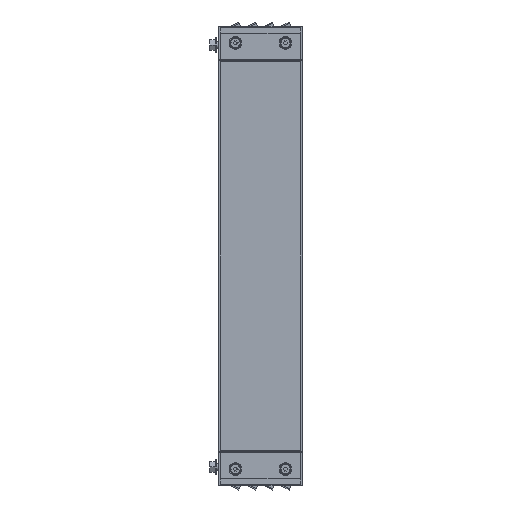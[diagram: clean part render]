
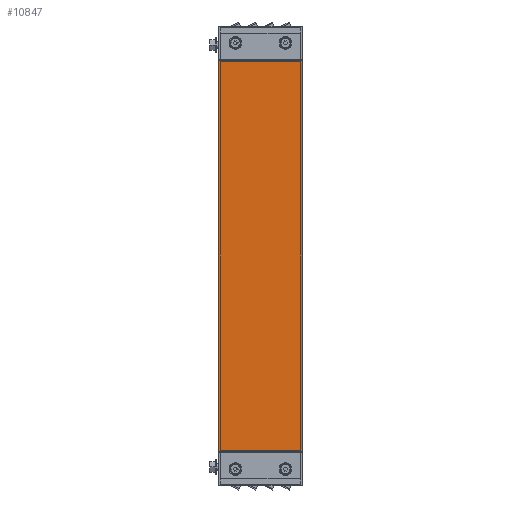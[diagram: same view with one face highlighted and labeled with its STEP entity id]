
A CAD part, left-side view. The second image highlights one B-rep face of the part: STEP entity #10847.
In plain terms, the highlighted planar face has unit normal (-1, 0, 0).
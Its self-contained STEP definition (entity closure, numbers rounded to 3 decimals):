
#794 = VECTOR ( 'NONE', #9970, 1000. ) ;
#1804 = LINE ( 'NONE', #4920, #2410 ) ;
#2009 = DIRECTION ( 'NONE',  ( 0., -1., 0. ) ) ;
#2410 = VECTOR ( 'NONE', #9433, 1000. ) ;
#2529 = CARTESIAN_POINT ( 'NONE',  ( 0., -100., 65.4 ) ) ;
#2548 = AXIS2_PLACEMENT_3D ( 'NONE', #3833, #6008, #10328 ) ;
#2711 = DIRECTION ( 'NONE',  ( 0., 0., 1. ) ) ;
#3330 = VECTOR ( 'NONE', #2009, 1000. ) ;
#3545 = CARTESIAN_POINT ( 'NONE',  ( 0., 0., 534.6 ) ) ;
#3833 = CARTESIAN_POINT ( 'NONE',  ( 0., 0., 0. ) ) ;
#3983 = FACE_OUTER_BOUND ( 'NONE', #4046, .T. ) ;
#4046 = EDGE_LOOP ( 'NONE', ( #13782, #13450, #10413, #11536 ) ) ;
#4753 = LINE ( 'NONE', #3545, #794 ) ;
#4920 = CARTESIAN_POINT ( 'NONE',  ( 0., 0., 65.4 ) ) ;
#5147 = EDGE_CURVE ( 'NONE', #9349, #12791, #7384, .T. ) ;
#5350 = EDGE_CURVE ( 'NONE', #11783, #9349, #1804, .T. ) ;
#6008 = DIRECTION ( 'NONE',  ( -1., 0., 0. ) ) ;
#6208 = PLANE ( 'NONE',  #2548 ) ;
#6738 = CARTESIAN_POINT ( 'NONE',  ( 0., -100., 534.6 ) ) ;
#7384 = LINE ( 'NONE', #11702, #3330 ) ;
#8039 = EDGE_CURVE ( 'NONE', #12791, #13873, #10420, .T. ) ;
#8070 = CARTESIAN_POINT ( 'NONE',  ( 0., -100., 65.4 ) ) ;
#9039 = CARTESIAN_POINT ( 'NONE',  ( 0., 0., 534.6 ) ) ;
#9349 = VERTEX_POINT ( 'NONE', #10200 ) ;
#9433 = DIRECTION ( 'NONE',  ( 0., 0., -1. ) ) ;
#9970 = DIRECTION ( 'NONE',  ( 0., 1., 0. ) ) ;
#10200 = CARTESIAN_POINT ( 'NONE',  ( 0., 0., 65.4 ) ) ;
#10328 = DIRECTION ( 'NONE',  ( 0., 0., 1. ) ) ;
#10413 = ORIENTED_EDGE ( 'NONE', *, *, #11779, .T. ) ;
#10420 = LINE ( 'NONE', #8070, #12431 ) ;
#10847 = ADVANCED_FACE ( 'NONE', ( #3983 ), #6208, .T. ) ;
#11536 = ORIENTED_EDGE ( 'NONE', *, *, #5350, .T. ) ;
#11702 = CARTESIAN_POINT ( 'NONE',  ( 0., 0., 65.4 ) ) ;
#11779 = EDGE_CURVE ( 'NONE', #13873, #11783, #4753, .T. ) ;
#11783 = VERTEX_POINT ( 'NONE', #9039 ) ;
#12431 = VECTOR ( 'NONE', #2711, 1000. ) ;
#12791 = VERTEX_POINT ( 'NONE', #2529 ) ;
#13450 = ORIENTED_EDGE ( 'NONE', *, *, #8039, .T. ) ;
#13782 = ORIENTED_EDGE ( 'NONE', *, *, #5147, .T. ) ;
#13873 = VERTEX_POINT ( 'NONE', #6738 ) ;
